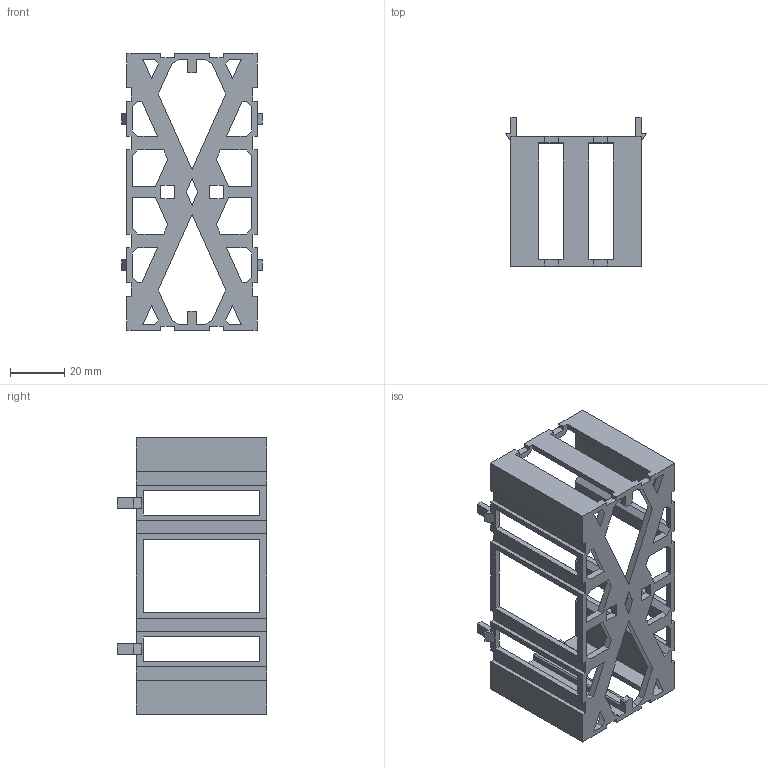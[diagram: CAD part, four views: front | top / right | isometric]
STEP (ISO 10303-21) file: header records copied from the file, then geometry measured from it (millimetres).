
FILE_DESCRIPTION(/* description */ (''),/* implementation_level */ '2;1');
FILE_NAME(/* name */ '0a9aa52b-5001-40a3-8417-68d8f92b1dd6.stp',/* time_stamp */ '2021-12-10T13:45:42+00:00',/* author */ (''),/* organization */ (''),/* preprocessor_version */ 'ST-DEVELOPER v18.1',/* originating_system */ 'Autodesk Translation Framework v10.10.0.1391',/* authorisation */ '');
FILE_SCHEMA (('AUTOMOTIVE_DESIGN { 1 0 10303 214 3 1 1 }'));
Length unit declared in the file: millimetre
Products named in the file (1): Regulator Module
Bounding box: 52 x 55 x 102 mm (x, y, z)
Volume: 29159.5 mm3; surface area: 27837.3 mm2
Topology: 1 solids, 1 shells, 264 faces, 818 edges, 528 vertices
Faces by surface type: plane 256, cylinder 8
Entity records: 9010 total; most frequent: ORIENTED_EDGE 1636, CARTESIAN_POINT 1611, DIRECTION 1364, EDGE_CURVE 818, LINE 802, VECTOR 802, VERTEX_POINT 528, EDGE_LOOP 290
